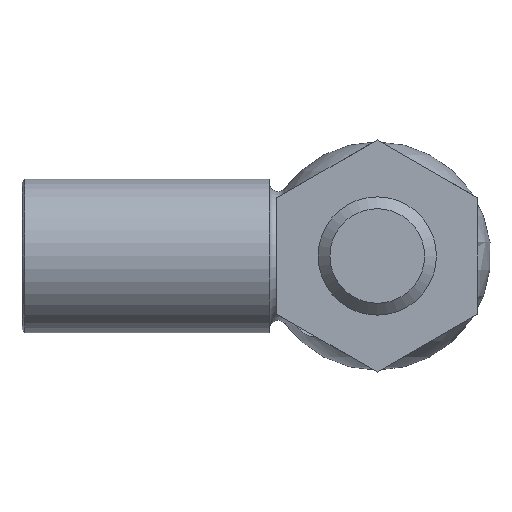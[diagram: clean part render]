
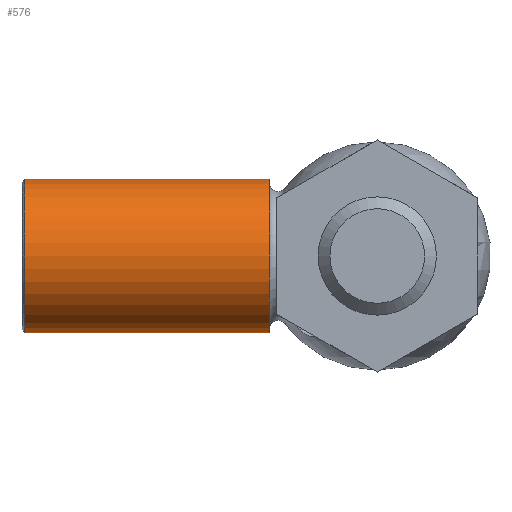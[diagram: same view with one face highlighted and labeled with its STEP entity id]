
A CAD part, left-side view. The second image highlights one B-rep face of the part: STEP entity #576.
In plain terms, the highlighted cylindrical face has radius 6.5 mm (diameter 13 mm), a full revolution.
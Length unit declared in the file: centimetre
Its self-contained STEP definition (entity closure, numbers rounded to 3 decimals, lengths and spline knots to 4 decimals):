
#49=CYLINDRICAL_SURFACE($,#637,0.65);
#116=FACE_BOUND($,#198,.T.);
#151=FACE_OUTER_BOUND($,#197,.T.);
#197=EDGE_LOOP($,(#444));
#198=EDGE_LOOP($,(#445));
#259=CIRCLE($,#628,0.65);
#264=CIRCLE($,#638,0.65);
#303=VERTEX_POINT($,#1066);
#308=VERTEX_POINT($,#1081);
#363=EDGE_CURVE($,#303,#303,#259,.T.);
#368=EDGE_CURVE($,#308,#308,#264,.T.);
#444=ORIENTED_EDGE($,*,*,#363,.T.);
#445=ORIENTED_EDGE($,*,*,#368,.T.);
#576=ADVANCED_FACE($,(#151,#116),#49,.T.);
#628=AXIS2_PLACEMENT_3D($,#1067,#726,#727);
#637=AXIS2_PLACEMENT_3D($,#1080,#744,#745);
#638=AXIS2_PLACEMENT_3D($,#1082,#746,#747);
#726=DIRECTION('center_axis',(0.,-1.,0.));
#727=DIRECTION('ref_axis',(0.,0.,1.));
#744=DIRECTION('center_axis',(0.,-1.,0.));
#745=DIRECTION('ref_axis',(0.,0.,-1.));
#746=DIRECTION('center_axis',(0.,1.,0.));
#747=DIRECTION('ref_axis',(0.,0.,1.));
#1066=CARTESIAN_POINT('',(0.,-0.3714,-0.65));
#1067=CARTESIAN_POINT('Origin',(0.,-0.3714,0.));
#1080=CARTESIAN_POINT('Origin',(0.,-0.3464,0.));
#1081=CARTESIAN_POINT('',(0.,-2.4364,-0.65));
#1082=CARTESIAN_POINT('Origin',(0.,-2.4364,0.));
